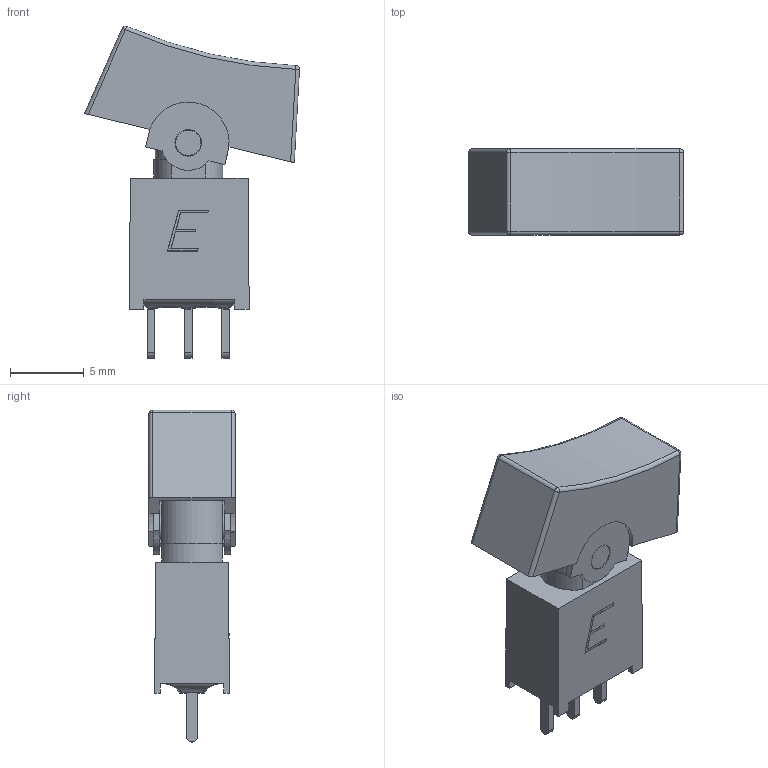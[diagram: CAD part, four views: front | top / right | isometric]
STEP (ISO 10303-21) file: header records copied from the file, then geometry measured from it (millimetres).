
FILE_DESCRIPTION((' '),'2;1');
FILE_NAME('400AWMSPxR1xxxM2xE.stp','2017-07-20T14:49:50',(' '),(' '),' ','ACIS',' ');
FILE_SCHEMA(('CONFIG_CONTROL_DESIGN'));
Length unit declared in the file: inch
Products named in the file (1): 400AWMSPxR1xxxM2xE.stp
Bounding box: 14.57 x 5.84 x 22.5 mm (x, y, z)
Volume: 593.6 mm3; surface area: 1012.4 mm2
Topology: 1 solids, 1 shells, 142 faces, 383 edges, 250 vertices
Faces by surface type: plane 96, cylinder 30, bspline 8, torus 4, sphere 4
Full cylindrical faces by diameter (mm): 1.8 x4, 3.5 x1
Entity records: 5196 total; most frequent: CARTESIAN_POINT 1565, ORIENTED_EDGE 740, DIRECTION 704, EDGE_CURVE 370, VECTOR 264, LINE 264, VERTEX_POINT 246, AXIS2_PLACEMENT_3D 220
